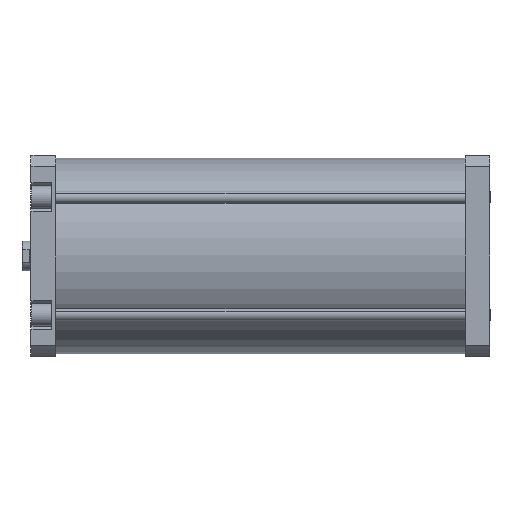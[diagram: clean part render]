
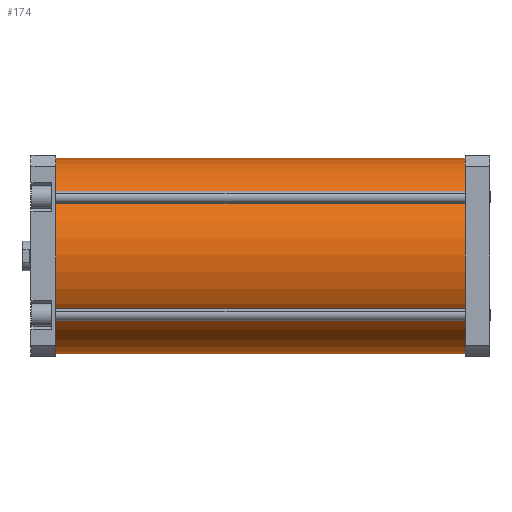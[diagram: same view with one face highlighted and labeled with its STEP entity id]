
A CAD part, front view. The second image highlights one B-rep face of the part: STEP entity #174.
In plain terms, the highlighted cylindrical face has radius 131 mm (diameter 262 mm), a partial arc.
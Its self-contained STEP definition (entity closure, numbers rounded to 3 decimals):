
#174 = ADVANCED_FACE ( 'NONE', ( #2237 ), #2242, .T. ) ;
#761 = EDGE_CURVE ( 'NONE', #7597, #7550, #2322, .T. ) ;
#762 = EDGE_CURVE ( 'NONE', #7526, #7597, #2321, .T. ) ;
#763 = EDGE_CURVE ( 'NONE', #7526, #7356, #2325, .T. ) ;
#764 = EDGE_CURVE ( 'NONE', #7356, #7550, #2324, .T. ) ;
#2237 = FACE_OUTER_BOUND ( 'NONE', #5795, .T. ) ;
#2242 = CYLINDRICAL_SURFACE ( 'NONE', #6873, 131. ) ;
#2317 = VECTOR ( 'NONE', #3472, 1000. ) ;
#2320 = VECTOR ( 'NONE', #3476, 1000. ) ;
#2321 = LINE ( 'NONE', #3463, #2317 ) ;
#2322 = CIRCLE ( 'NONE', #6916, 131. ) ;
#2324 = LINE ( 'NONE', #3468, #2320 ) ;
#2325 = CIRCLE ( 'NONE', #6878, 131. ) ;
#3306 = DIRECTION ( 'NONE',  ( -1., 0., 0. ) ) ;
#3307 = DIRECTION ( 'NONE',  ( 0., 0., -1. ) ) ;
#3308 = CARTESIAN_POINT ( 'NONE',  ( 0., 0., 550. ) ) ;
#3463 = CARTESIAN_POINT ( 'NONE',  ( 131., 0., 550. ) ) ;
#3466 = CARTESIAN_POINT ( 'NONE',  ( 0., 0., 0. ) ) ;
#3468 = CARTESIAN_POINT ( 'NONE',  ( -131., 0., 550. ) ) ;
#3469 = DIRECTION ( 'NONE',  ( 0., 0., 1. ) ) ;
#3470 = DIRECTION ( 'NONE',  ( 1., 0., 0. ) ) ;
#3471 = CARTESIAN_POINT ( 'NONE',  ( 0., 0., 550. ) ) ;
#3472 = DIRECTION ( 'NONE',  ( 0., 0., -1. ) ) ;
#3473 = DIRECTION ( 'NONE',  ( 0., 0., 1. ) ) ;
#3474 = DIRECTION ( 'NONE',  ( 1., 0., 0. ) ) ;
#3476 = DIRECTION ( 'NONE',  ( 0., 0., -1. ) ) ;
#4962 = CARTESIAN_POINT ( 'NONE',  ( -131., 0., 550. ) ) ;
#5048 = CARTESIAN_POINT ( 'NONE',  ( 131., 0., 550. ) ) ;
#5068 = CARTESIAN_POINT ( 'NONE',  ( -131., 0., 0. ) ) ;
#5105 = CARTESIAN_POINT ( 'NONE',  ( 131., 0., 0. ) ) ;
#5785 = ORIENTED_EDGE ( 'NONE', *, *, #763, .F. ) ;
#5795 = EDGE_LOOP ( 'NONE', ( #5785, #5875, #5874, #5861 ) ) ;
#5861 = ORIENTED_EDGE ( 'NONE', *, *, #764, .F. ) ;
#5874 = ORIENTED_EDGE ( 'NONE', *, *, #761, .T. ) ;
#5875 = ORIENTED_EDGE ( 'NONE', *, *, #762, .T. ) ;
#6873 = AXIS2_PLACEMENT_3D ( 'NONE', #3308, #3307, #3306 ) ;
#6878 = AXIS2_PLACEMENT_3D ( 'NONE', #3471, #3473, #3474 ) ;
#6916 = AXIS2_PLACEMENT_3D ( 'NONE', #3466, #3469, #3470 ) ;
#7356 = VERTEX_POINT ( 'NONE', #4962 ) ;
#7526 = VERTEX_POINT ( 'NONE', #5048 ) ;
#7550 = VERTEX_POINT ( 'NONE', #5068 ) ;
#7597 = VERTEX_POINT ( 'NONE', #5105 ) ;
